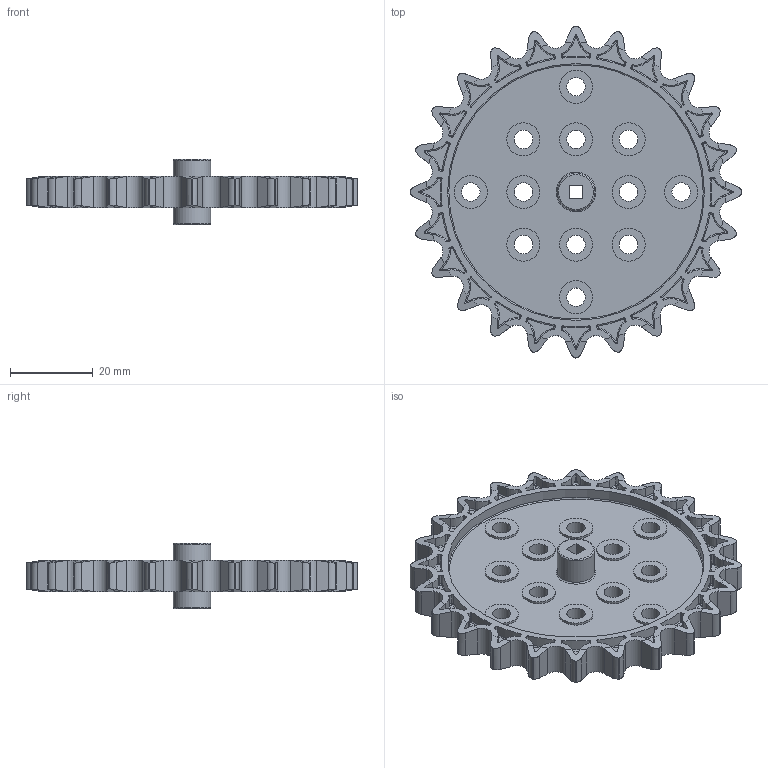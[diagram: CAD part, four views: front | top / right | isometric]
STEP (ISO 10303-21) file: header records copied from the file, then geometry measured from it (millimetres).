
FILE_DESCRIPTION(/* description */ ('Can withstand higher stresses and lift heavier loads.'),/* implementation_level */ '2;1');
FILE_NAME(/* name */ 'High Strength 24-tooth Sprocket.ipt.step',/* time_stamp */ '2020-04-16T23:19:44-04:00',/* author */ ('Jordan Kiesel'),/* organization */ ('Super Sonic Sparks, Team 24'),/* preprocessor_version */ 'ST-DEVELOPER v17',/* originating_system */ 'Autodesk Inventor 2019',/* authorisation */ '');
FILE_SCHEMA (('AUTOMOTIVE_DESIGN { 1 0 10303 214 3 1 1 }'));
Length unit declared in the file: inch
Products named in the file (1): High Strength 24-tooth Sprocket
Bounding box: 80.15 x 80.15 x 15.88 mm (x, y, z)
Volume: 14243.6 mm3; surface area: 15994.6 mm2
Topology: 1 solids, 1 shells, 1520 faces, 3810 edges, 2278 vertices
Faces by surface type: cylinder 712, plane 322, sphere 240, torus 150, cone 48, bspline 48
Full cylindrical faces by diameter (mm): 4.445 x12, 8 x24, 9 x2, 62 x2
Entity records: 51649 total; most frequent: CARTESIAN_POINT 15749, DIRECTION 7826, ORIENTED_EDGE 7536, EDGE_CURVE 3768, AXIS2_PLACEMENT_3D 3239, VERTEX_POINT 2278, CIRCLE 1654, EDGE_LOOP 1574
